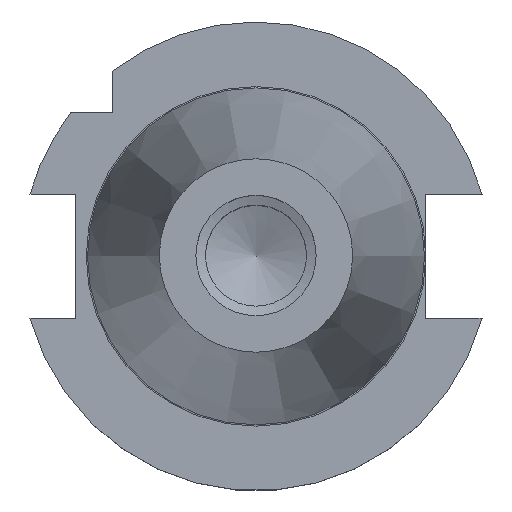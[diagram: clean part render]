
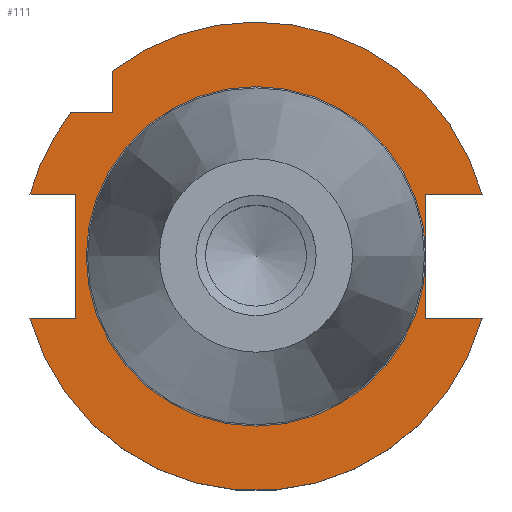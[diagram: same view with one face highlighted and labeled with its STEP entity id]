
A CAD part, top view. The second image highlights one B-rep face of the part: STEP entity #111.
In plain terms, the highlighted planar face has unit normal (0, 0, 1).
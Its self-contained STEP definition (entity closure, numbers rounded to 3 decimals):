
#79=FACE_OUTER_BOUND('',#209,.T.);
#111=ADVANCED_FACE('',(#79),#154,.F.);
#154=PLANE('',#834);
#209=EDGE_LOOP('',(#336,#337,#338,#339,#340,#341,#342,#343,#344,#345,#346,
#347,#348));
#269=CIRCLE('',#823,48.725);
#271=CIRCLE('',#826,48.725);
#273=CIRCLE('',#829,48.725);
#275=CIRCLE('',#833,35.3);
#336=ORIENTED_EDGE('',*,*,#617,.T.);
#337=ORIENTED_EDGE('',*,*,#618,.T.);
#338=ORIENTED_EDGE('',*,*,#609,.T.);
#339=ORIENTED_EDGE('',*,*,#619,.T.);
#340=ORIENTED_EDGE('',*,*,#620,.F.);
#341=ORIENTED_EDGE('',*,*,#613,.F.);
#342=ORIENTED_EDGE('',*,*,#621,.F.);
#343=ORIENTED_EDGE('',*,*,#599,.F.);
#344=ORIENTED_EDGE('',*,*,#622,.T.);
#345=ORIENTED_EDGE('',*,*,#605,.F.);
#346=ORIENTED_EDGE('',*,*,#623,.F.);
#347=ORIENTED_EDGE('',*,*,#624,.T.);
#348=ORIENTED_EDGE('',*,*,#625,.T.);
#524=VERTEX_POINT('',#1164);
#525=VERTEX_POINT('',#1165);
#527=VERTEX_POINT('',#1171);
#529=VERTEX_POINT('',#1175);
#530=VERTEX_POINT('',#1179);
#533=VERTEX_POINT('',#1184);
#535=VERTEX_POINT('',#1189);
#537=VERTEX_POINT('',#1193);
#540=VERTEX_POINT('',#1203);
#541=VERTEX_POINT('',#1204);
#542=VERTEX_POINT('',#1207);
#543=VERTEX_POINT('',#1212);
#599=EDGE_CURVE('',#524,#525,#699,.T.);
#605=EDGE_CURVE('',#529,#527,#269,.T.);
#609=EDGE_CURVE('',#530,#533,#271,.T.);
#613=EDGE_CURVE('',#537,#535,#273,.T.);
#617=EDGE_CURVE('',#540,#541,#710,.T.);
#618=EDGE_CURVE('',#541,#530,#711,.T.);
#619=EDGE_CURVE('',#533,#542,#712,.T.);
#620=EDGE_CURVE('',#535,#542,#713,.T.);
#621=EDGE_CURVE('',#525,#537,#714,.T.);
#622=EDGE_CURVE('',#524,#527,#715,.T.);
#623=EDGE_CURVE('',#543,#529,#716,.T.);
#624=EDGE_CURVE('',#543,#540,#717,.T.);
#625=EDGE_CURVE('',#540,#540,#275,.T.);
#699=LINE('',#1163,#751);
#710=LINE('',#1202,#762);
#711=LINE('',#1205,#763);
#712=LINE('',#1206,#764);
#713=LINE('',#1208,#765);
#714=LINE('',#1209,#766);
#715=LINE('',#1210,#767);
#716=LINE('',#1211,#768);
#717=LINE('',#1213,#769);
#751=VECTOR('',#928,1.);
#762=VECTOR('',#963,1.);
#763=VECTOR('',#964,1.);
#764=VECTOR('',#965,1.);
#765=VECTOR('',#966,1.);
#766=VECTOR('',#967,1.);
#767=VECTOR('',#968,1.);
#768=VECTOR('',#969,1.);
#769=VECTOR('',#970,1.);
#823=AXIS2_PLACEMENT_3D('',#1176,#937,#938);
#826=AXIS2_PLACEMENT_3D('',#1185,#945,#946);
#829=AXIS2_PLACEMENT_3D('',#1194,#953,#954);
#833=AXIS2_PLACEMENT_3D('',#1214,#971,#972);
#834=AXIS2_PLACEMENT_3D('',#1215,#973,#974);
#928=DIRECTION('',(0.,1.,0.));
#937=DIRECTION('',(0.,0.,-1.));
#938=DIRECTION('',(-1.,0.,0.));
#945=DIRECTION('',(0.,0.,1.));
#946=DIRECTION('',(-1.,0.,0.));
#953=DIRECTION('',(0.,0.,-1.));
#954=DIRECTION('',(-1.,0.,0.));
#963=DIRECTION('',(0.,1.,0.));
#964=DIRECTION('',(1.,0.,0.));
#965=DIRECTION('',(0.,-1.,0.));
#966=DIRECTION('',(1.,0.,0.));
#967=DIRECTION('',(-1.,0.,0.));
#968=DIRECTION('',(-1.,0.,0.));
#969=DIRECTION('',(1.,0.,0.));
#970=DIRECTION('',(0.,1.,0.));
#971=DIRECTION('',(0.,0.,-1.));
#972=DIRECTION('',(-1.,0.,0.));
#973=DIRECTION('',(0.,0.,-1.));
#974=DIRECTION('',(-1.,0.,0.));
#1163=CARTESIAN_POINT('',(-37.5,34.7,-3.2));
#1164=CARTESIAN_POINT('',(-37.5,-12.903,-3.2));
#1165=CARTESIAN_POINT('',(-37.5,12.903,-3.2));
#1171=CARTESIAN_POINT('',(-46.986,-12.903,-3.2));
#1175=CARTESIAN_POINT('',(46.986,-12.903,-3.2));
#1176=CARTESIAN_POINT('',(0.,0.,-3.2));
#1179=CARTESIAN_POINT('',(46.986,12.903,-3.2));
#1184=CARTESIAN_POINT('',(-29.85,38.511,-3.2));
#1185=CARTESIAN_POINT('',(0.,0.,-3.2));
#1189=CARTESIAN_POINT('',(-38.511,29.85,-3.2));
#1193=CARTESIAN_POINT('',(-46.986,12.903,-3.2));
#1194=CARTESIAN_POINT('',(0.,0.,-3.2));
#1202=CARTESIAN_POINT('',(35.3,34.7,-3.2));
#1203=CARTESIAN_POINT('',(35.3,0.,-3.2));
#1204=CARTESIAN_POINT('',(35.3,12.903,-3.2));
#1205=CARTESIAN_POINT('',(58.725,12.903,-3.2));
#1206=CARTESIAN_POINT('',(-29.85,34.7,-3.2));
#1207=CARTESIAN_POINT('',(-29.85,29.85,-3.2));
#1208=CARTESIAN_POINT('',(0.,29.85,-3.2));
#1209=CARTESIAN_POINT('',(0.,12.903,-3.2));
#1210=CARTESIAN_POINT('',(-58.725,-12.903,-3.2));
#1211=CARTESIAN_POINT('',(0.,-12.903,-3.2));
#1212=CARTESIAN_POINT('',(35.3,-12.903,-3.2));
#1213=CARTESIAN_POINT('',(35.3,34.7,-3.2));
#1214=CARTESIAN_POINT('',(0.,0.,-3.2));
#1215=CARTESIAN_POINT('',(0.,34.7,-3.2));
